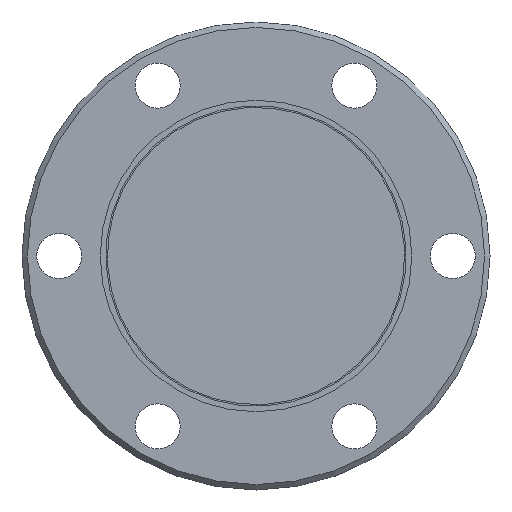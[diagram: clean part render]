
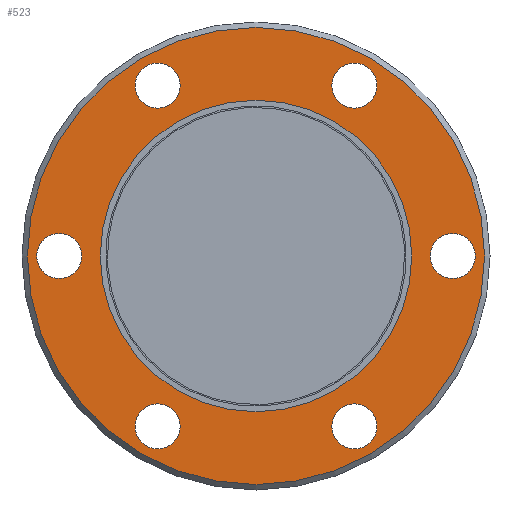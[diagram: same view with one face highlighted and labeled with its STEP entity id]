
A CAD part, front view. The second image highlights one B-rep face of the part: STEP entity #523.
In plain terms, the highlighted planar face has unit normal (0, -1, 0).
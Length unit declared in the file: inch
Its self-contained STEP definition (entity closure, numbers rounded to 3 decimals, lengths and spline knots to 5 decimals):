
#34=PLANE('',#627);
#86=FACE_BOUND('',#209,.T.);
#87=FACE_BOUND('',#210,.T.);
#88=FACE_BOUND('',#211,.T.);
#89=FACE_BOUND('',#212,.T.);
#90=FACE_BOUND('',#213,.T.);
#91=FACE_BOUND('',#214,.T.);
#92=FACE_BOUND('',#215,.T.);
#129=FACE_OUTER_BOUND('',#208,.T.);
#208=EDGE_LOOP('',(#450));
#209=EDGE_LOOP('',(#451));
#210=EDGE_LOOP('',(#452));
#211=EDGE_LOOP('',(#453));
#212=EDGE_LOOP('',(#454));
#213=EDGE_LOOP('',(#455));
#214=EDGE_LOOP('',(#456));
#215=EDGE_LOOP('',(#457));
#220=CIRCLE('',#549,0.1325);
#222=CIRCLE('',#552,0.1325);
#224=CIRCLE('',#555,0.1325);
#226=CIRCLE('',#558,0.1325);
#228=CIRCLE('',#561,0.1325);
#230=CIRCLE('',#564,0.1325);
#231=CIRCLE('',#566,1.343);
#236=CIRCLE('',#574,0.915);
#264=VERTEX_POINT('',#809);
#266=VERTEX_POINT('',#814);
#268=VERTEX_POINT('',#819);
#270=VERTEX_POINT('',#824);
#272=VERTEX_POINT('',#829);
#274=VERTEX_POINT('',#834);
#275=VERTEX_POINT('',#837);
#282=VERTEX_POINT('',#896);
#312=EDGE_CURVE('',#264,#264,#220,.T.);
#314=EDGE_CURVE('',#266,#266,#222,.T.);
#316=EDGE_CURVE('',#268,#268,#224,.T.);
#318=EDGE_CURVE('',#270,#270,#226,.T.);
#320=EDGE_CURVE('',#272,#272,#228,.T.);
#322=EDGE_CURVE('',#274,#274,#230,.T.);
#323=EDGE_CURVE('',#275,#275,#231,.T.);
#330=EDGE_CURVE('',#282,#282,#236,.T.);
#450=ORIENTED_EDGE('',*,*,#323,.T.);
#451=ORIENTED_EDGE('',*,*,#330,.T.);
#452=ORIENTED_EDGE('',*,*,#312,.F.);
#453=ORIENTED_EDGE('',*,*,#314,.F.);
#454=ORIENTED_EDGE('',*,*,#316,.F.);
#455=ORIENTED_EDGE('',*,*,#318,.F.);
#456=ORIENTED_EDGE('',*,*,#320,.F.);
#457=ORIENTED_EDGE('',*,*,#322,.F.);
#523=ADVANCED_FACE('',(#129,#86,#87,#88,#89,#90,#91,#92),#34,.T.);
#549=AXIS2_PLACEMENT_3D('',#810,#637,#638);
#552=AXIS2_PLACEMENT_3D('',#815,#643,#644);
#555=AXIS2_PLACEMENT_3D('',#820,#649,#650);
#558=AXIS2_PLACEMENT_3D('',#825,#655,#656);
#561=AXIS2_PLACEMENT_3D('',#830,#661,#662);
#564=AXIS2_PLACEMENT_3D('',#835,#667,#668);
#566=AXIS2_PLACEMENT_3D('',#838,#671,#672);
#574=AXIS2_PLACEMENT_3D('',#897,#687,#688);
#627=AXIS2_PLACEMENT_3D('',#1018,#797,#798);
#637=DIRECTION('center_axis',(0.,-1.,0.));
#638=DIRECTION('ref_axis',(0.,0.,-1.));
#643=DIRECTION('center_axis',(0.,-1.,0.));
#644=DIRECTION('ref_axis',(0.,0.,-1.));
#649=DIRECTION('center_axis',(0.,-1.,0.));
#650=DIRECTION('ref_axis',(0.,0.,-1.));
#655=DIRECTION('center_axis',(0.,-1.,0.));
#656=DIRECTION('ref_axis',(0.,0.,-1.));
#661=DIRECTION('center_axis',(0.,-1.,0.));
#662=DIRECTION('ref_axis',(0.,0.,-1.));
#667=DIRECTION('center_axis',(0.,-1.,0.));
#668=DIRECTION('ref_axis',(0.,0.,-1.));
#671=DIRECTION('center_axis',(0.,-1.,0.));
#672=DIRECTION('ref_axis',(0.,0.,-1.));
#687=DIRECTION('center_axis',(0.,1.,0.));
#688=DIRECTION('ref_axis',(0.,0.,1.));
#797=DIRECTION('center_axis',(0.,-1.,0.));
#798=DIRECTION('ref_axis',(0.,0.,-1.));
#809=CARTESIAN_POINT('',(0.578,0.,0.86863));
#810=CARTESIAN_POINT('Origin',(0.578,0.,1.00113));
#814=CARTESIAN_POINT('',(-0.578,0.,0.86863));
#815=CARTESIAN_POINT('Origin',(-0.578,0.,1.00113));
#819=CARTESIAN_POINT('',(-1.156,0.,-0.1325));
#820=CARTESIAN_POINT('Origin',(-1.156,0.,0.));
#824=CARTESIAN_POINT('',(-0.578,0.,-1.13363));
#825=CARTESIAN_POINT('Origin',(-0.578,0.,-1.00113));
#829=CARTESIAN_POINT('',(0.578,0.,-1.13363));
#830=CARTESIAN_POINT('Origin',(0.578,0.,-1.00113));
#834=CARTESIAN_POINT('',(1.156,0.,-0.1325));
#835=CARTESIAN_POINT('Origin',(1.156,0.,0.));
#837=CARTESIAN_POINT('',(0.,0.,1.343));
#838=CARTESIAN_POINT('Origin',(0.,0.,0.));
#896=CARTESIAN_POINT('',(0.,0.,0.915));
#897=CARTESIAN_POINT('Origin',(0.,0.,0.));
#1018=CARTESIAN_POINT('Origin',(-1.375,0.,0.));
